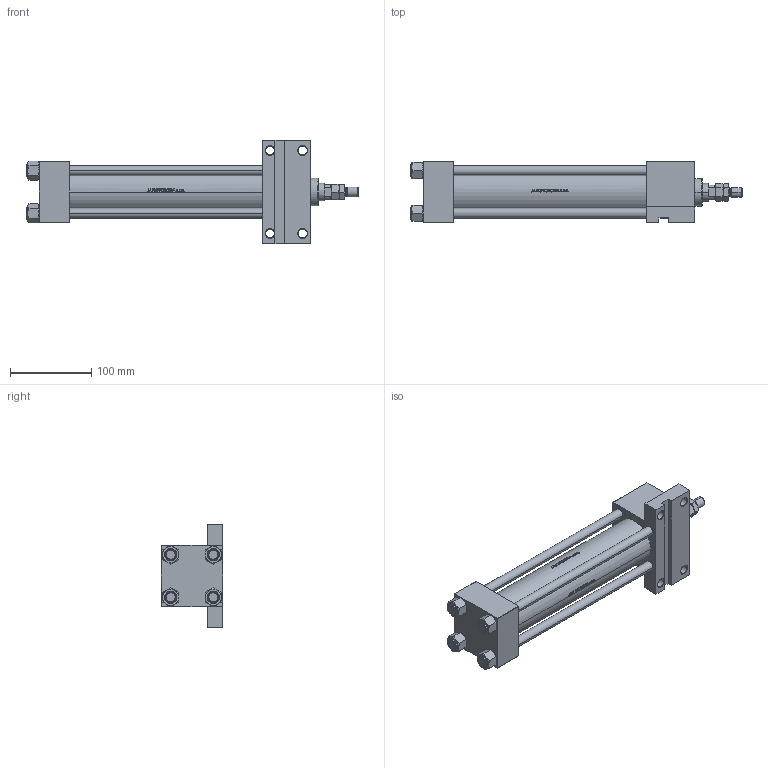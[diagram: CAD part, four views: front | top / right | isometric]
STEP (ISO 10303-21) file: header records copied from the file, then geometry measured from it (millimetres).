
FILE_DESCRIPTION (( 'STEP AP203' ), '1' );
FILE_NAME ('6004.STEP', '2023-08-23T08:47:21', ( '' ), ( '' ), 'SwSTEP 2.0', 'SolidWorks 2019', '' );
FILE_SCHEMA (( 'CONFIG_CONTROL_DESIGN' ));
Length unit declared in the file: millimetre
Products named in the file (7): NUT_M5_F e0fc9c12214cdcf318dd23bc620b027a; V215_VC_A e0fc9c12214cdcf318dd23bc620b027a; MTA e0fc9c12214cdcf318dd23bc620b027a; V215CR_VCP_F e0fc9c12214cdcf318dd23bc620b027a; 6004; V215CR_F_Body e0fc9c12214cdcf318dd23bc620b027a; V215CR_F_TYCINKA e0fc9c12214cdcf318dd23bc620b027a
Assembly tree (12 placements, depth 2):
  6004
    V215CR_F_Body e0fc9c12214cdcf318dd23bc620b027a
    V215CR_VCP_F e0fc9c12214cdcf318dd23bc620b027a
    V215CR_F_TYCINKA e0fc9c12214cdcf318dd23bc620b027a  x4
    NUT_M5_F e0fc9c12214cdcf318dd23bc620b027a  x4
    V215_VC_A e0fc9c12214cdcf318dd23bc620b027a
    MTA e0fc9c12214cdcf318dd23bc620b027a
Bounding box: 408 x 75 x 127 mm (x, y, z)
Volume: 953442.7 mm3; surface area: 258194.3 mm2
Topology: 12 solids, 12 shells, 1152 faces, 2820 edges, 1811 vertices
Faces by surface type: plane 452, bspline 380, cone 180, cylinder 130, torus 10
Entity records: 49113 total; most frequent: CARTESIAN_POINT 26403, ORIENTED_EDGE 5132, DIRECTION 3284, EDGE_CURVE 2566, VERTEX_POINT 1667, LINE 1296, VECTOR 1296, EDGE_LOOP 1171
